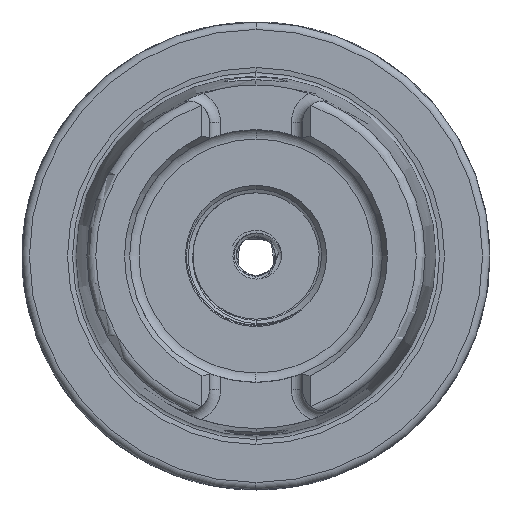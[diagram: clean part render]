
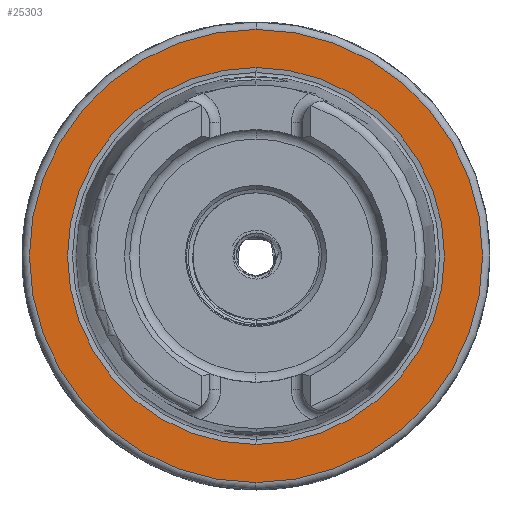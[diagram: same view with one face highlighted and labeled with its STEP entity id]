
A CAD part, left-side view. The second image highlights one B-rep face of the part: STEP entity #25303.
In plain terms, the highlighted planar face has unit normal (-1, 0, 0).
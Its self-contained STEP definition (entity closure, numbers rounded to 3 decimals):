
#52 = CARTESIAN_POINT ( 'NONE',  ( 0., 0., -30.5 ) ) ;
#77 = CARTESIAN_POINT ( 'NONE',  ( 0., 0., 30.5 ) ) ;
#88 = CARTESIAN_POINT ( 'NONE',  ( 0., 0., -25.369 ) ) ;
#131 = CARTESIAN_POINT ( 'NONE',  ( 0., 0., 25.369 ) ) ;
#649 = EDGE_CURVE ( 'NONE', #1921, #1842, #3102, .T. ) ;
#650 = EDGE_CURVE ( 'NONE', #1941, #1892, #3115, .T. ) ;
#1682 = EDGE_LOOP ( 'NONE', ( #2254, #2149 ) ) ;
#1703 = EDGE_LOOP ( 'NONE', ( #2214, #2156 ) ) ;
#1842 = VERTEX_POINT ( 'NONE', #52 ) ;
#1892 = VERTEX_POINT ( 'NONE', #88 ) ;
#1921 = VERTEX_POINT ( 'NONE', #77 ) ;
#1941 = VERTEX_POINT ( 'NONE', #131 ) ;
#2149 = ORIENTED_EDGE ( 'NONE', *, *, #9885, .T. ) ;
#2156 = ORIENTED_EDGE ( 'NONE', *, *, #9884, .T. ) ;
#2214 = ORIENTED_EDGE ( 'NONE', *, *, #650, .T. ) ;
#2254 = ORIENTED_EDGE ( 'NONE', *, *, #649, .T. ) ;
#3102 = CIRCLE ( 'NONE', #10456, 30.5 ) ;
#3115 = CIRCLE ( 'NONE', #9714, 25.369 ) ;
#3250 = CIRCLE ( 'NONE', #9740, 25.369 ) ;
#3272 = CIRCLE ( 'NONE', #9771, 30.5 ) ;
#3616 = DIRECTION ( 'NONE',  ( 0., 0., 1. ) ) ;
#3625 = DIRECTION ( 'NONE',  ( -1., 0., 0. ) ) ;
#3626 = CARTESIAN_POINT ( 'NONE',  ( 0., 0., 0. ) ) ;
#3640 = CARTESIAN_POINT ( 'NONE',  ( 0., 0., 0. ) ) ;
#3649 = DIRECTION ( 'NONE',  ( 0., 0., -1. ) ) ;
#3653 = DIRECTION ( 'NONE',  ( 1., 0., 0. ) ) ;
#9714 = AXIS2_PLACEMENT_3D ( 'NONE', #19002, #19012, #19004 ) ;
#9740 = AXIS2_PLACEMENT_3D ( 'NONE', #3626, #3653, #3649 ) ;
#9771 = AXIS2_PLACEMENT_3D ( 'NONE', #3640, #3625, #3616 ) ;
#9884 = EDGE_CURVE ( 'NONE', #1892, #1941, #3250, .T. ) ;
#9885 = EDGE_CURVE ( 'NONE', #1842, #1921, #3272, .T. ) ;
#10456 = AXIS2_PLACEMENT_3D ( 'NONE', #18981, #18983, #19053 ) ;
#15517 = FACE_OUTER_BOUND ( 'NONE', #1682, .T. ) ;
#15548 = FACE_BOUND ( 'NONE', #1703, .T. ) ;
#18981 = CARTESIAN_POINT ( 'NONE',  ( 0., 0., 0. ) ) ;
#18983 = DIRECTION ( 'NONE',  ( -1., 0., 0. ) ) ;
#19002 = CARTESIAN_POINT ( 'NONE',  ( 0., 0., 0. ) ) ;
#19004 = DIRECTION ( 'NONE',  ( 0., 0., -1. ) ) ;
#19012 = DIRECTION ( 'NONE',  ( 1., 0., 0. ) ) ;
#19053 = DIRECTION ( 'NONE',  ( 0., 0., 1. ) ) ;
#23654 = DIRECTION ( 'NONE',  ( 0., 0., 1. ) ) ;
#23656 = DIRECTION ( 'NONE',  ( -1., 0., 0. ) ) ;
#23658 = CARTESIAN_POINT ( 'NONE',  ( 0., 25.369, 0. ) ) ;
#23660 = PLANE ( 'NONE',  #23820 ) ;
#23820 = AXIS2_PLACEMENT_3D ( 'NONE', #23658, #23656, #23654 ) ;
#25303 = ADVANCED_FACE ( 'NONE', ( #15517, #15548 ), #23660, .T. ) ;
